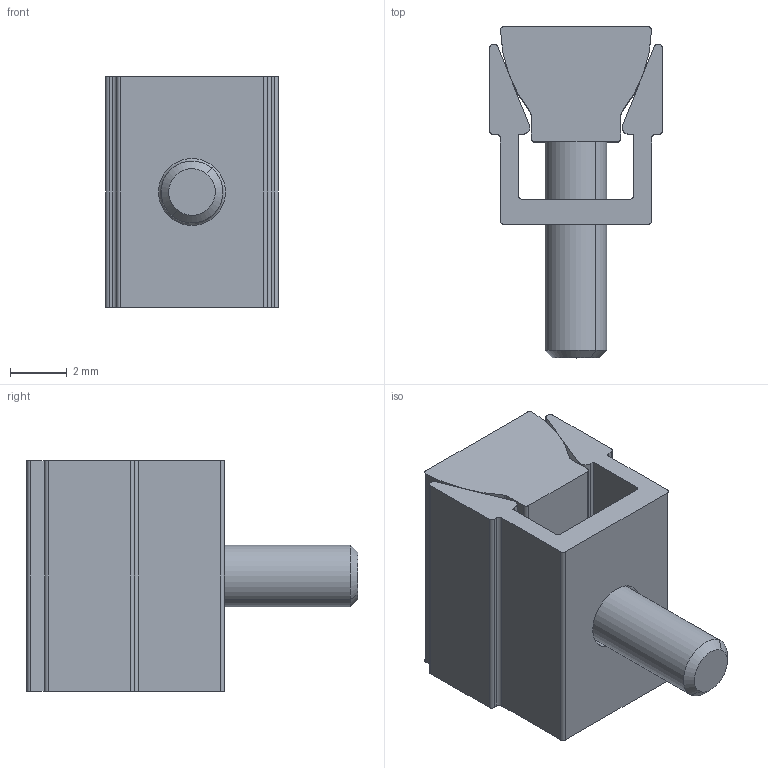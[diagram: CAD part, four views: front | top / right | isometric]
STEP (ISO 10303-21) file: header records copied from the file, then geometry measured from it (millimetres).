
FILE_DESCRIPTION (( 'STEP AP214' ), '1' );
FILE_NAME ('SW3dPS-80250.step', '2009-06-24T01:28:24', ( 'SysAdmin' ), ( 'SolidWorks' ), 'SwSTEP 2.0', 'SolidWorks 2009', '' );
FILE_SCHEMA (( 'AUTOMOTIVE_DESIGN' ));
Length unit declared in the file: inch
Products named in the file (4): SW3dPS-80250_60205; SW3dPS-80250; SW3dPS-80250_Socket Head Cap Screw_AI; SW3dPS-80250_60305
Assembly tree (3 placements, depth 2):
  SW3dPS-80250
    SW3dPS-80250_60305
    SW3dPS-80250_60205
    SW3dPS-80250_Socket Head Cap Screw_AI
Bounding box: 6.1 x 11.71 x 8.13 mm (x, y, z)
Volume: 261.2 mm3; surface area: 625.5 mm2
Topology: 3 solids, 3 shells, 82 faces, 210 edges, 135 vertices
Faces by surface type: plane 40, cylinder 34, cone 6, torus 2
Entity records: 2730 total; most frequent: CARTESIAN_POINT 497, DIRECTION 464, ORIENTED_EDGE 416, EDGE_CURVE 208, AXIS2_PLACEMENT_3D 170, VERTEX_POINT 135, VECTOR 124, LINE 124
